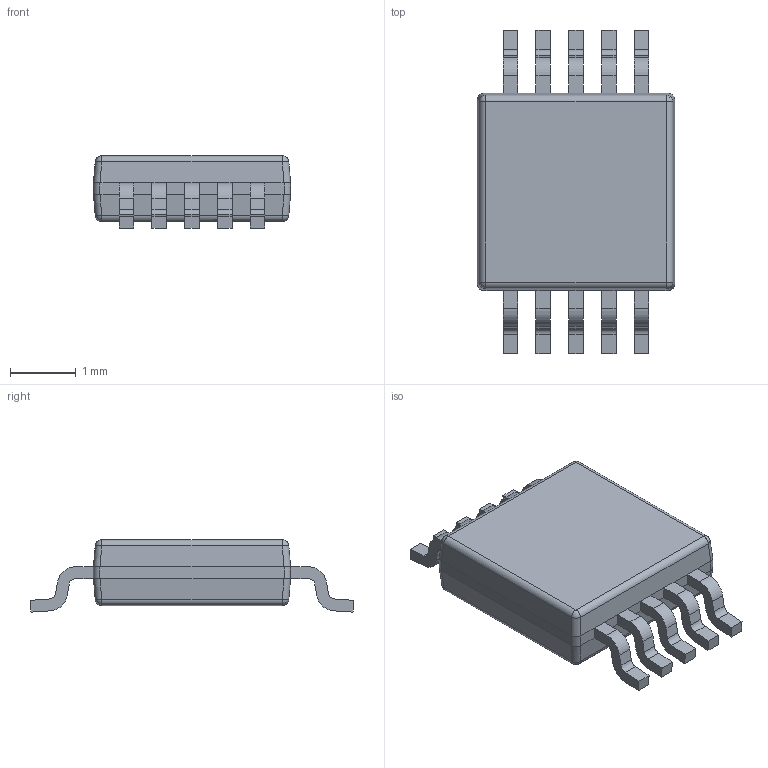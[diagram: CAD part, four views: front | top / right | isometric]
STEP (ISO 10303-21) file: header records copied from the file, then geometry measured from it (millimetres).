
FILE_DESCRIPTION(/* description */ (''),/* implementation_level */ '2;1');
FILE_NAME(/* name */ 'VSSOP10.step',/* time_stamp */ '2020-09-22T11:17:43+02:00',/* author */ (''),/* organization */ (''),/* preprocessor_version */ 'ST-DEVELOPER v18.1',/* originating_system */ 'Autodesk Translation Framework v9.3.0.1241',/* authorisation */ '');
FILE_SCHEMA (('AUTOMOTIVE_DESIGN { 1 0 10303 214 3 1 1 }'));
Length unit declared in the file: millimetre
Products named in the file (2): (Unsaved); Component13
Assembly tree (1 placements, depth 2):
  (Unsaved)
    Component13
Bounding box: 3 x 4.93 x 1.1 mm (x, y, z)
Volume: 9.3 mm3; surface area: 38.2 mm2
Topology: 1 solids, 1 shells, 182 faces, 471 edges, 288 vertices
Faces by surface type: plane 114, cylinder 60, sphere 8
Entity records: 5501 total; most frequent: DIRECTION 956, CARTESIAN_POINT 942, ORIENTED_EDGE 936, EDGE_CURVE 468, LINE 352, VECTOR 352, AXIS2_PLACEMENT_3D 302, VERTEX_POINT 288
